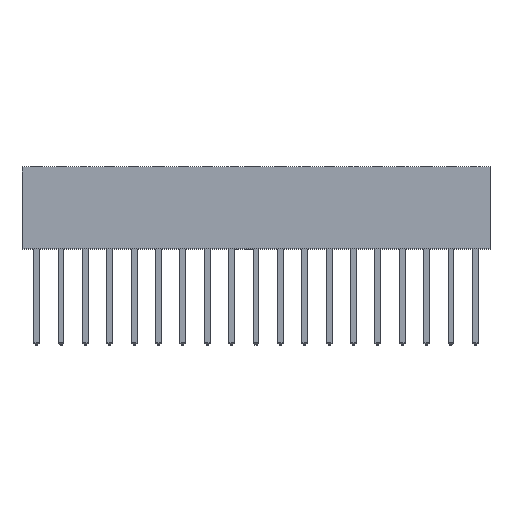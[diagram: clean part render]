
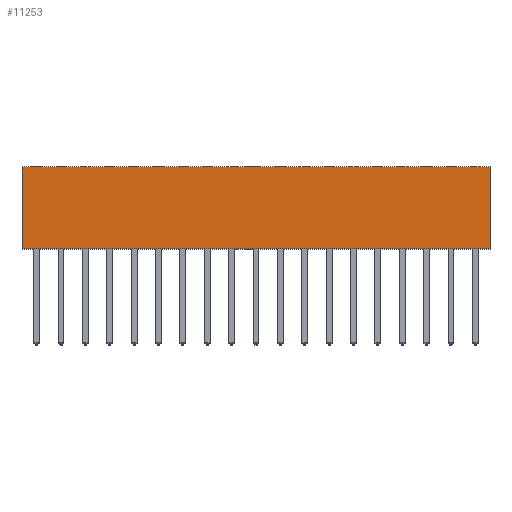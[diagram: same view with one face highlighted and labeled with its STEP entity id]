
A CAD part, top view. The second image highlights one B-rep face of the part: STEP entity #11253.
In plain terms, the highlighted planar face has unit normal (0, 0, 1).
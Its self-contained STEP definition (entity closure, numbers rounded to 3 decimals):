
#365=FACE_OUTER_BOUND('',#1118,.T.);
#1118=EDGE_LOOP('',(#8209,#8210,#8211,#8212));
#2132=LINE('',#16574,#3676);
#2153=LINE('',#16618,#3697);
#2156=LINE('',#16624,#3700);
#2157=LINE('',#16625,#3701);
#3676=VECTOR('',#13485,10.);
#3697=VECTOR('',#13526,10.);
#3700=VECTOR('',#13531,10.);
#3701=VECTOR('',#13532,10.);
#5022=VERTEX_POINT('',#16568);
#5024=VERTEX_POINT('',#16572);
#5037=VERTEX_POINT('',#16617);
#5039=VERTEX_POINT('',#16623);
#6148=EDGE_CURVE('',#5022,#5024,#2132,.T.);
#6169=EDGE_CURVE('',#5022,#5037,#2153,.T.);
#6172=EDGE_CURVE('',#5039,#5024,#2156,.T.);
#6173=EDGE_CURVE('',#5037,#5039,#2157,.T.);
#8209=ORIENTED_EDGE('',*,*,#6172,.F.);
#8210=ORIENTED_EDGE('',*,*,#6173,.F.);
#8211=ORIENTED_EDGE('',*,*,#6169,.F.);
#8212=ORIENTED_EDGE('',*,*,#6148,.T.);
#10519=PLANE('',#12040);
#11253=ADVANCED_FACE('',(#365),#10519,.T.);
#12040=AXIS2_PLACEMENT_3D('',#16622,#13529,#13530);
#13485=DIRECTION('',(0.,1.,0.));
#13526=DIRECTION('',(-1.,0.,0.));
#13529=DIRECTION('center_axis',(0.,0.,1.));
#13530=DIRECTION('ref_axis',(1.,0.,0.));
#13531=DIRECTION('',(1.,0.,0.));
#13532=DIRECTION('',(0.,1.,0.));
#16568=CARTESIAN_POINT('',(47.245,0.,26.605));
#16572=CARTESIAN_POINT('',(47.245,8.51,26.605));
#16574=CARTESIAN_POINT('',(47.245,0.,26.605));
#16617=CARTESIAN_POINT('',(-1.525,0.,26.605));
#16618=CARTESIAN_POINT('',(1.525,0.,26.605));
#16622=CARTESIAN_POINT('Origin',(-1.525,0.,26.605));
#16623=CARTESIAN_POINT('',(-1.525,8.51,26.605));
#16624=CARTESIAN_POINT('',(1.525,8.51,26.605));
#16625=CARTESIAN_POINT('',(-1.525,0.,26.605));
